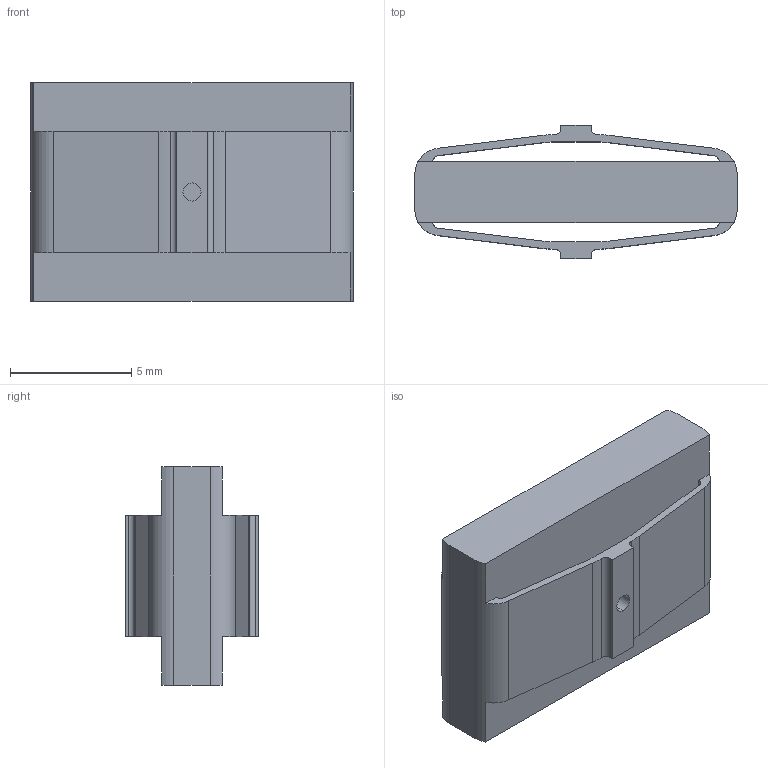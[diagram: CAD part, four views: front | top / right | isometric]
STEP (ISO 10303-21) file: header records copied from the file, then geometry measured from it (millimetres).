
FILE_DESCRIPTION (( 'STEP AP203' ), '1' );
FILE_NAME ('000911_PAss APA35XS 02 +0.000.step', '2010-09-28T16:37:49', ( 'Mecanique' ), ( 'Cedrat Technologies' ), 'SwSTEP 2.0', 'SolidWorks 2010', '' );
FILE_SCHEMA (( 'CONFIG_CONTROL_DESIGN' ));
Length unit declared in the file: millimetre
Products named in the file (1): 000911_PAss APA35XS 02 +0.000
Bounding box: 13.29 x 5.5 x 9 mm (x, y, z)
Volume: 342.5 mm3; surface area: 616.2 mm2
Topology: 1 solids, 1 shells, 50 faces, 156 edges, 104 vertices
Faces by surface type: plane 26, cylinder 24
Entity records: 1849 total; most frequent: DIRECTION 314, ORIENTED_EDGE 312, CARTESIAN_POINT 311, EDGE_CURVE 156, AXIS2_PLACEMENT_3D 107, VERTEX_POINT 104, VECTOR 100, LINE 100
